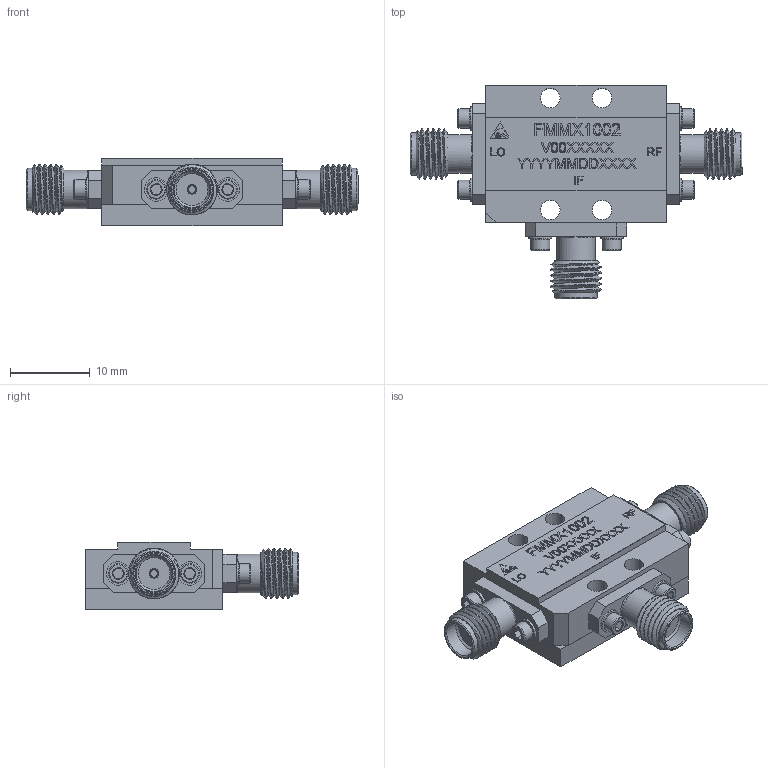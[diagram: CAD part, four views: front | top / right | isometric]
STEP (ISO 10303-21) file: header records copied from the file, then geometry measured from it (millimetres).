
FILE_DESCRIPTION (( 'STEP AP203' ), '1' );
FILE_NAME ('FMMX1002_3D.step', '2020-10-22T15:22:22', ( '' ), ( '' ), 'SwSTEP 2.0', 'SolidWorks 2018', '' );
FILE_SCHEMA (( 'CONFIG_CONTROL_DESIGN' ));
Products named in the file (1): FMMX1002_3D
Bounding box: 41.66 x 26.8 x 8.51 mm (x, y, z)
Volume: 3768.9 mm3; surface area: 3598.2 mm2
Topology: 2 solids, 11 shells, 855 faces, 2165 edges, 1402 vertices
Faces by surface type: plane 519, bspline 189, cylinder 75, cone 66, torus 6
Full cylindrical faces by diameter (mm): 0.94 x3, 1.194 x6, 1.524 x18, 1.854 x6, 2.438 x14, 2.54 x3, 2.946 x6, 4.521 x3, 4.826 x3, 5.334 x3
Entity records: 38106 total; most frequent: CARTESIAN_POINT 19715, ORIENTED_EDGE 3996, DIRECTION 3074, EDGE_CURVE 1998, VERTEX_POINT 1339, LINE 1338, VECTOR 1338, EDGE_LOOP 1033
